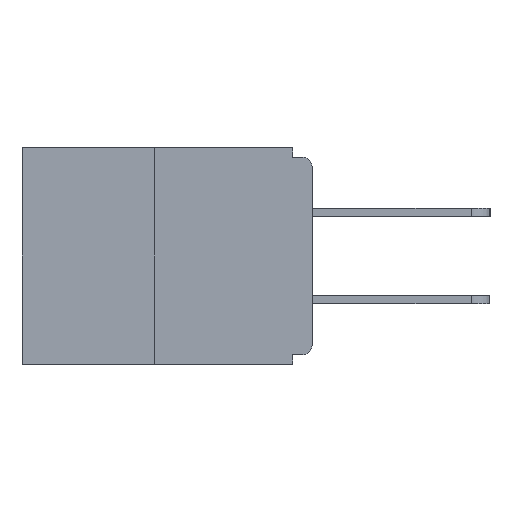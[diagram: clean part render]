
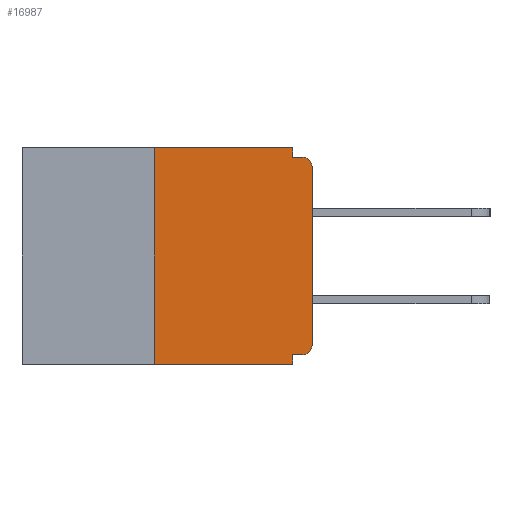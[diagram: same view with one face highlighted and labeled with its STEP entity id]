
A CAD part, left-side view. The second image highlights one B-rep face of the part: STEP entity #16987.
In plain terms, the highlighted planar face has unit normal (-1, 0, 0).
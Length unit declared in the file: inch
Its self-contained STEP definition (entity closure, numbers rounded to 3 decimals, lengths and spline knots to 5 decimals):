
#351 = EDGE_CURVE ( 'NONE', #20659, #13509, #5746, .T. ) ;
#422 = CARTESIAN_POINT ( 'NONE',  ( 0., 0.015, -0.03 ) ) ;
#473 = EDGE_CURVE ( 'NONE', #9550, #20659, #5994, .T. ) ;
#666 = CARTESIAN_POINT ( 'NONE',  ( 0., 0., 0. ) ) ;
#760 = VECTOR ( 'NONE', #6375, 39.37008 ) ;
#2037 = DIRECTION ( 'NONE',  ( 0., 0., -1. ) ) ;
#2078 = DIRECTION ( 'NONE',  ( 0., 0., 1. ) ) ;
#2376 = ORIENTED_EDGE ( 'NONE', *, *, #4538, .F. ) ;
#2557 = AXIS2_PLACEMENT_3D ( 'NONE', #20635, #17384, #14300 ) ;
#3029 = VERTEX_POINT ( 'NONE', #5965 ) ;
#3031 = DIRECTION ( 'NONE',  ( 0., 0., -1. ) ) ;
#3093 = VERTEX_POINT ( 'NONE', #20735 ) ;
#3237 = FACE_OUTER_BOUND ( 'NONE', #11224, .T. ) ;
#3585 = ORIENTED_EDGE ( 'NONE', *, *, #16138, .F. ) ;
#3656 = DIRECTION ( 'NONE',  ( 0., 0., 1. ) ) ;
#3792 = VERTEX_POINT ( 'NONE', #13054 ) ;
#3916 = ORIENTED_EDGE ( 'NONE', *, *, #15312, .T. ) ;
#3939 = AXIS2_PLACEMENT_3D ( 'NONE', #19092, #11053, #12665 ) ;
#4538 = EDGE_CURVE ( 'NONE', #12956, #3029, #20626, .T. ) ;
#4925 = DIRECTION ( 'NONE',  ( 0., -1., 0. ) ) ;
#5022 = LINE ( 'NONE', #10137, #16698 ) ;
#5590 = LINE ( 'NONE', #666, #19079 ) ;
#5746 = LINE ( 'NONE', #14243, #760 ) ;
#5965 = CARTESIAN_POINT ( 'NONE',  ( 0., 0.031, -0.015 ) ) ;
#5994 = LINE ( 'NONE', #17094, #13944 ) ;
#6375 = DIRECTION ( 'NONE',  ( 0., 0., -1. ) ) ;
#7215 = DIRECTION ( 'NONE',  ( 0., -1., 0. ) ) ;
#8246 = CARTESIAN_POINT ( 'NONE',  ( 0., 0.46, -0.343 ) ) ;
#8295 = VECTOR ( 'NONE', #7215, 39.37008 ) ;
#8681 = CARTESIAN_POINT ( 'NONE',  ( 0., 0.031, -0.328 ) ) ;
#9118 = DIRECTION ( 'NONE',  ( 0., 1., 0. ) ) ;
#9550 = VERTEX_POINT ( 'NONE', #12621 ) ;
#9623 = ORIENTED_EDGE ( 'NONE', *, *, #11917, .T. ) ;
#10056 = CIRCLE ( 'NONE', #12932, 0.015 ) ;
#10137 = CARTESIAN_POINT ( 'NONE',  ( 0., 0.25, 0. ) ) ;
#10264 = ORIENTED_EDGE ( 'NONE', *, *, #18960, .T. ) ;
#10307 = CARTESIAN_POINT ( 'NONE',  ( 0., 0.46, 0. ) ) ;
#10695 = ORIENTED_EDGE ( 'NONE', *, *, #15159, .F. ) ;
#10802 = VERTEX_POINT ( 'NONE', #10857 ) ;
#10854 = CARTESIAN_POINT ( 'NONE',  ( 0., 0.25, -0.343 ) ) ;
#10857 = CARTESIAN_POINT ( 'NONE',  ( 0., 0., -0.313 ) ) ;
#11053 = DIRECTION ( 'NONE',  ( 1., 0., 0. ) ) ;
#11224 = EDGE_LOOP ( 'NONE', ( #15674, #3585, #3916, #14110, #20553, #9623, #18964, #10264, #10695, #2376 ) ) ;
#11401 = CIRCLE ( 'NONE', #2557, 0.015 ) ;
#11530 = DIRECTION ( 'NONE',  ( -1., 0., 0. ) ) ;
#11917 = EDGE_CURVE ( 'NONE', #9550, #10802, #11401, .T. ) ;
#12422 = CARTESIAN_POINT ( 'NONE',  ( 0., 0.25, 0. ) ) ;
#12520 = CARTESIAN_POINT ( 'NONE',  ( 0., 0.031, 0. ) ) ;
#12621 = CARTESIAN_POINT ( 'NONE',  ( 0., 0.015, -0.328 ) ) ;
#12665 = DIRECTION ( 'NONE',  ( 0., 0., -1. ) ) ;
#12791 = VERTEX_POINT ( 'NONE', #10854 ) ;
#12932 = AXIS2_PLACEMENT_3D ( 'NONE', #422, #11530, #2037 ) ;
#12956 = VERTEX_POINT ( 'NONE', #13258 ) ;
#13054 = CARTESIAN_POINT ( 'NONE',  ( 0., 0.015, -0.015 ) ) ;
#13258 = CARTESIAN_POINT ( 'NONE',  ( 0., 0.031, 0. ) ) ;
#13487 = VECTOR ( 'NONE', #4925, 39.37008 ) ;
#13509 = VERTEX_POINT ( 'NONE', #19328 ) ;
#13944 = VECTOR ( 'NONE', #9118, 39.37008 ) ;
#14110 = ORIENTED_EDGE ( 'NONE', *, *, #351, .F. ) ;
#14243 = CARTESIAN_POINT ( 'NONE',  ( 0., 0.031, -0.343 ) ) ;
#14300 = DIRECTION ( 'NONE',  ( 0., 0., -1. ) ) ;
#14318 = VECTOR ( 'NONE', #3031, 39.37008 ) ;
#15038 = EDGE_CURVE ( 'NONE', #16373, #12956, #16752, .T. ) ;
#15159 = EDGE_CURVE ( 'NONE', #3029, #3792, #17002, .T. ) ;
#15243 = LINE ( 'NONE', #8246, #13487 ) ;
#15312 = EDGE_CURVE ( 'NONE', #12791, #13509, #15243, .T. ) ;
#15674 = ORIENTED_EDGE ( 'NONE', *, *, #15038, .F. ) ;
#16138 = EDGE_CURVE ( 'NONE', #12791, #16373, #5022, .T. ) ;
#16373 = VERTEX_POINT ( 'NONE', #12422 ) ;
#16698 = VECTOR ( 'NONE', #3656, 39.37008 ) ;
#16752 = LINE ( 'NONE', #10307, #8295 ) ;
#16987 = ADVANCED_FACE ( 'NONE', ( #3237 ), #17558, .F. ) ;
#17002 = LINE ( 'NONE', #17108, #20587 ) ;
#17094 = CARTESIAN_POINT ( 'NONE',  ( 0., 0., -0.328 ) ) ;
#17108 = CARTESIAN_POINT ( 'NONE',  ( 0., 0., -0.015 ) ) ;
#17384 = DIRECTION ( 'NONE',  ( -1., 0., 0. ) ) ;
#17558 = PLANE ( 'NONE',  #3939 ) ;
#18960 = EDGE_CURVE ( 'NONE', #3093, #3792, #10056, .T. ) ;
#18964 = ORIENTED_EDGE ( 'NONE', *, *, #20340, .T. ) ;
#19079 = VECTOR ( 'NONE', #2078, 39.37008 ) ;
#19092 = CARTESIAN_POINT ( 'NONE',  ( 0., 0.46, 0. ) ) ;
#19328 = CARTESIAN_POINT ( 'NONE',  ( 0., 0.031, -0.343 ) ) ;
#20340 = EDGE_CURVE ( 'NONE', #10802, #3093, #5590, .T. ) ;
#20381 = DIRECTION ( 'NONE',  ( 0., -1., 0. ) ) ;
#20553 = ORIENTED_EDGE ( 'NONE', *, *, #473, .F. ) ;
#20587 = VECTOR ( 'NONE', #20381, 39.37008 ) ;
#20626 = LINE ( 'NONE', #12520, #14318 ) ;
#20635 = CARTESIAN_POINT ( 'NONE',  ( 0., 0.015, -0.313 ) ) ;
#20659 = VERTEX_POINT ( 'NONE', #8681 ) ;
#20735 = CARTESIAN_POINT ( 'NONE',  ( 0., 0., -0.03 ) ) ;
